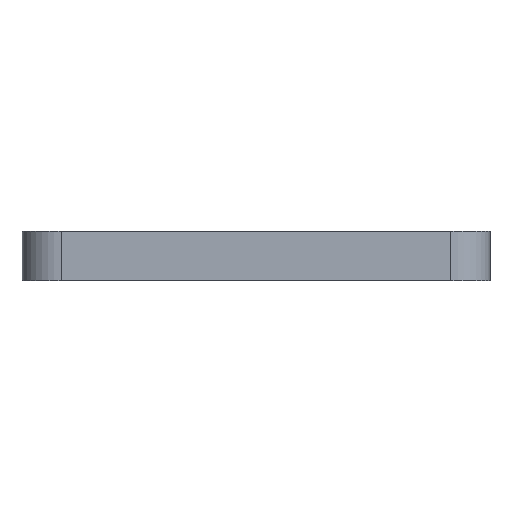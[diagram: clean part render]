
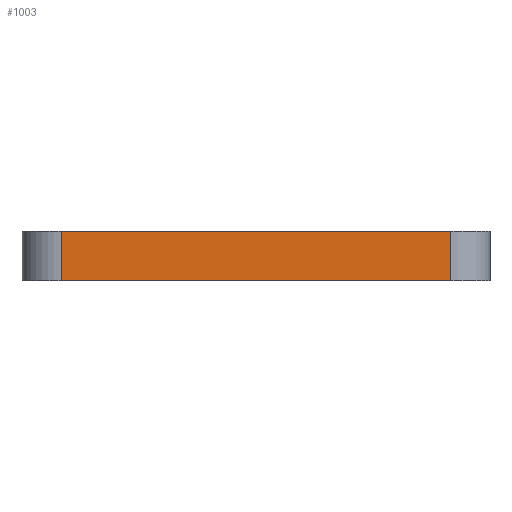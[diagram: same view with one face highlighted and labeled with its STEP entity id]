
A CAD part, left-side view. The second image highlights one B-rep face of the part: STEP entity #1003.
In plain terms, the highlighted planar face has unit normal (-1, 0, 0).
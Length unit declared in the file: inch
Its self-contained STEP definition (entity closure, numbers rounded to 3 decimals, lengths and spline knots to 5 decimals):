
#14 = VECTOR ( 'NONE', #1050, 39.37008 ) ;
#25 = LINE ( 'NONE', #408, #14 ) ;
#99 = EDGE_LOOP ( 'NONE', ( #1185, #995, #476, #266 ) ) ;
#102 = EDGE_CURVE ( 'NONE', #518, #806, #288, .T. ) ;
#122 = EDGE_CURVE ( 'NONE', #358, #806, #691, .T. ) ;
#158 = VERTEX_POINT ( 'NONE', #1044 ) ;
#219 = CARTESIAN_POINT ( 'NONE',  ( -2.7185, -1.87598, 0.19685 ) ) ;
#230 = DIRECTION ( 'NONE',  ( 0., 0., -1. ) ) ;
#266 = ORIENTED_EDGE ( 'NONE', *, *, #976, .T. ) ;
#288 = LINE ( 'NONE', #667, #981 ) ;
#297 = EDGE_CURVE ( 'NONE', #158, #358, #835, .T. ) ;
#337 = CARTESIAN_POINT ( 'NONE',  ( -2.7185, 1.56102, 0.19685 ) ) ;
#358 = VERTEX_POINT ( 'NONE', #1080 ) ;
#408 = CARTESIAN_POINT ( 'NONE',  ( -2.7185, 1.56102, 0.19685 ) ) ;
#476 = ORIENTED_EDGE ( 'NONE', *, *, #102, .F. ) ;
#518 = VERTEX_POINT ( 'NONE', #337 ) ;
#595 = CARTESIAN_POINT ( 'NONE',  ( -2.7185, -1.56102, 0.19685 ) ) ;
#600 = DIRECTION ( 'NONE',  ( 0., 0., 1. ) ) ;
#655 = AXIS2_PLACEMENT_3D ( 'NONE', #219, #771, #230 ) ;
#667 = CARTESIAN_POINT ( 'NONE',  ( -2.7185, -1.87598, 0.19685 ) ) ;
#691 = LINE ( 'NONE', #595, #889 ) ;
#729 = VECTOR ( 'NONE', #839, 39.37008 ) ;
#744 = CARTESIAN_POINT ( 'NONE',  ( -2.7185, -1.87598, -0.19685 ) ) ;
#771 = DIRECTION ( 'NONE',  ( 1., 0., 0. ) ) ;
#775 = CARTESIAN_POINT ( 'NONE',  ( -2.7185, -1.56102, 0.19685 ) ) ;
#806 = VERTEX_POINT ( 'NONE', #775 ) ;
#835 = LINE ( 'NONE', #744, #729 ) ;
#839 = DIRECTION ( 'NONE',  ( 0., -1., 0. ) ) ;
#889 = VECTOR ( 'NONE', #600, 39.37008 ) ;
#976 = EDGE_CURVE ( 'NONE', #518, #158, #25, .T. ) ;
#981 = VECTOR ( 'NONE', #1141, 39.37008 ) ;
#995 = ORIENTED_EDGE ( 'NONE', *, *, #122, .T. ) ;
#1003 = ADVANCED_FACE ( 'NONE', ( #1063 ), #1076, .F. ) ;
#1044 = CARTESIAN_POINT ( 'NONE',  ( -2.7185, 1.56102, -0.19685 ) ) ;
#1050 = DIRECTION ( 'NONE',  ( 0., 0., -1. ) ) ;
#1063 = FACE_OUTER_BOUND ( 'NONE', #99, .T. ) ;
#1076 = PLANE ( 'NONE',  #655 ) ;
#1080 = CARTESIAN_POINT ( 'NONE',  ( -2.7185, -1.56102, -0.19685 ) ) ;
#1141 = DIRECTION ( 'NONE',  ( 0., -1., 0. ) ) ;
#1185 = ORIENTED_EDGE ( 'NONE', *, *, #297, .T. ) ;
